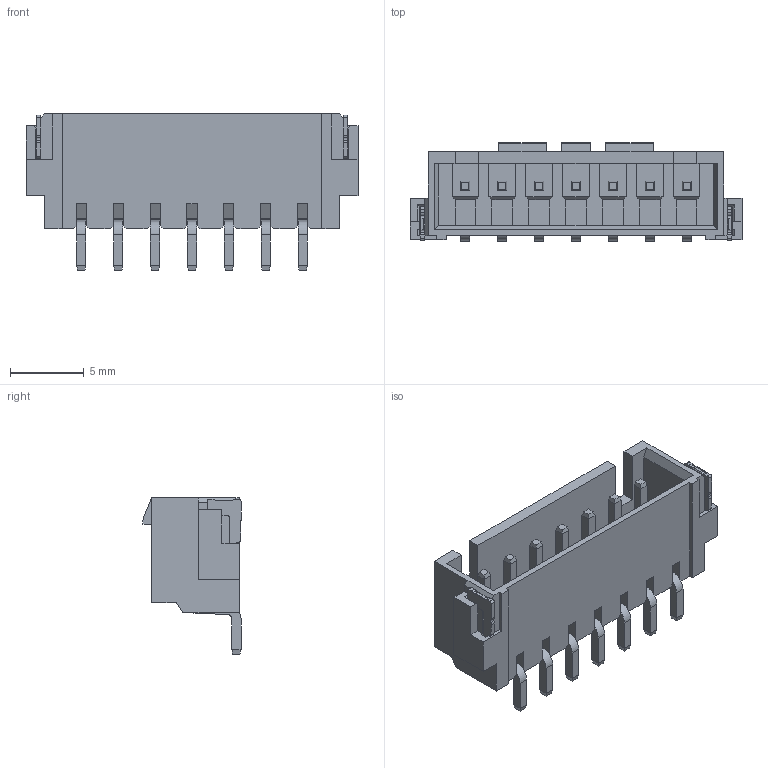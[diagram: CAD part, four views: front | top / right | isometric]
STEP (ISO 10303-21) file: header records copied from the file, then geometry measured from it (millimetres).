
FILE_DESCRIPTION((''),'2;1');
FILE_NAME('250-WTB-M-RA-SMT-CONN-7P','2020-07-05T',('Administrator'),(''),'PRO/ENGINEER BY PARAMETRIC TECHNOLOGY CORPORATION, 2009440','PRO/ENGINEER BY PARAMETRIC TECHNOLOGY CORPORATION, 2009440','');
FILE_SCHEMA(('CONFIG_CONTROL_DESIGN'));
Length unit declared in the file: millimetre
Products named in the file (1): 250-WTB-M-RA-SMT-CONN-7P
Bounding box: 22.5 x 6.65 x 10.6 mm (x, y, z)
Volume: 445.2 mm3; surface area: 1203.3 mm2
Topology: 1 solids, 1 shells, 510 faces, 1381 edges, 880 vertices
Faces by surface type: plane 437, cylinder 73
Entity records: 15745 total; most frequent: CARTESIAN_POINT 2791, ORIENTED_EDGE 2762, DIRECTION 2543, EDGE_CURVE 1381, VECTOR 1223, LINE 1223, VERTEX_POINT 880, AXIS2_PLACEMENT_3D 660
